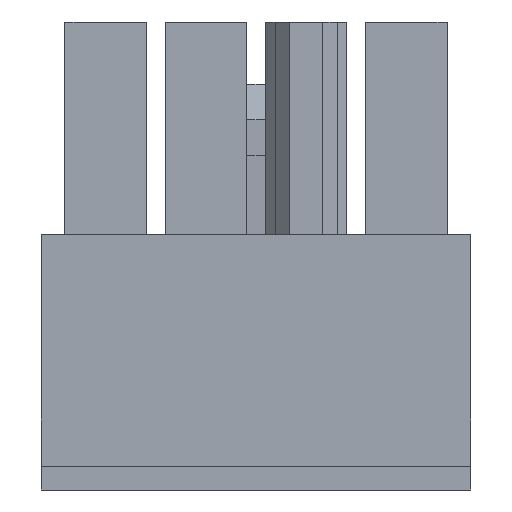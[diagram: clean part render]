
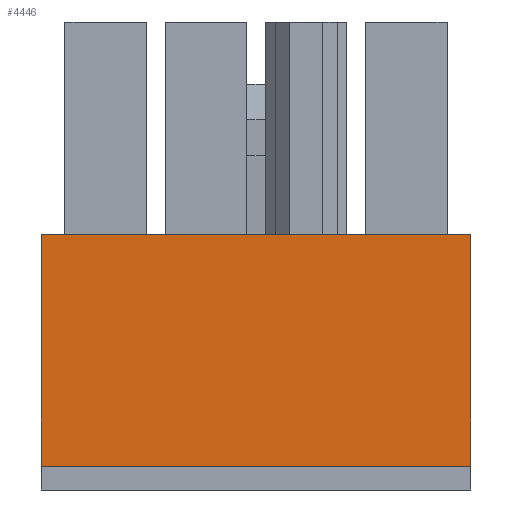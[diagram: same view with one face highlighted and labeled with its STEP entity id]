
A CAD part, front view. The second image highlights one B-rep face of the part: STEP entity #4446.
In plain terms, the highlighted planar face has unit normal (0, -1, 0).
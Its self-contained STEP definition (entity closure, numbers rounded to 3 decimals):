
#386=ORIENTED_EDGE('',*,*,#1670,.F.);
#387=ORIENTED_EDGE('',*,*,#1671,.F.);
#388=ORIENTED_EDGE('',*,*,#1672,.T.);
#389=ORIENTED_EDGE('',*,*,#1673,.T.);
#1670=EDGE_CURVE('',#2283,#2284,#2729,.T.);
#1671=EDGE_CURVE('',#2285,#2283,#2730,.T.);
#1672=EDGE_CURVE('',#2285,#2286,#2731,.T.);
#1673=EDGE_CURVE('',#2286,#2284,#2732,.T.);
#2283=VERTEX_POINT('',#6710);
#2284=VERTEX_POINT('',#6711);
#2285=VERTEX_POINT('',#6713);
#2286=VERTEX_POINT('',#6715);
#2729=LINE('',#6709,#3364);
#2730=LINE('',#6712,#3365);
#2731=LINE('',#6714,#3366);
#2732=LINE('',#6716,#3367);
#3364=VECTOR('',#5339,1000.);
#3365=VECTOR('',#5340,1000.);
#3366=VECTOR('',#5341,1000.);
#3367=VECTOR('',#5342,1000.);
#3731=EDGE_LOOP('',(#386,#387,#388,#389));
#3978=FACE_BOUND('',#3731,.T.);
#4216=PLANE('',#4701);
#4446=ADVANCED_FACE('',(#3978),#4216,.T.);
#4701=AXIS2_PLACEMENT_3D('',#6708,#5337,#5338);
#5337=DIRECTION('',(0.,-1.,0.));
#5338=DIRECTION('',(0.,0.,-1.));
#5339=DIRECTION('',(0.,0.,1.));
#5340=DIRECTION('',(-1.,0.,0.));
#5341=DIRECTION('',(0.,0.,1.));
#5342=DIRECTION('',(-1.,0.,0.));
#6708=CARTESIAN_POINT('',(9.,-2.7,-4.35));
#6709=CARTESIAN_POINT('',(-9.,-2.7,-4.35));
#6710=CARTESIAN_POINT('',(-9.,-2.7,-4.35));
#6711=CARTESIAN_POINT('',(-9.,-2.7,5.35));
#6712=CARTESIAN_POINT('',(9.,-2.7,-4.35));
#6713=CARTESIAN_POINT('',(9.,-2.7,-4.35));
#6714=CARTESIAN_POINT('',(9.,-2.7,-4.35));
#6715=CARTESIAN_POINT('',(9.,-2.7,5.35));
#6716=CARTESIAN_POINT('',(9.,-2.7,5.35));
